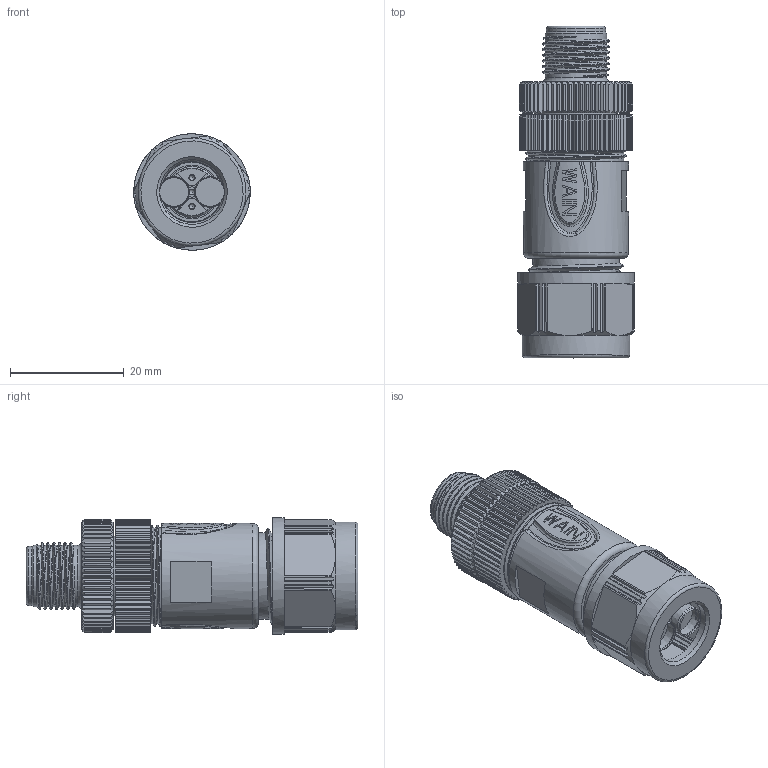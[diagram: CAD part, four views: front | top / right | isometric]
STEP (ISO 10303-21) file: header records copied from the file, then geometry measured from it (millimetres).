
FILE_DESCRIPTION(/* description */ (''),/* implementation_level */ '2;1');
FILE_NAME(/* name */ '3D_1630054113104_M12P-M05A-T-2D5_V1.0_stp.stp',/* time_stamp */ '2024-01-30T13:34:11+08:00',/* author */ (''),/* organization */ (''),/* preprocessor_version */ 'ST-DEVELOPER v18.1',/* originating_system */ 'SIEMENS PLM Software NX 1980',/* authorisation */ '');
FILE_SCHEMA (('AUTOMOTIVE_DESIGN { 1 0 10303 214 3 1 1 1 }'));
Length unit declared in the file: millimetre
Products named in the file (1): 3D_1630054113104_M12P-M05A-T-2D5_V1.0_stp
Bounding box: 20.5 x 58.4 x 20.48 mm (x, y, z)
Volume: 13660.6 mm3; surface area: 6221.6 mm2
Topology: 1 solids, 6 shells, 956 faces, 2514 edges, 1596 vertices
Faces by surface type: plane 446, cylinder 300, cone 156, bspline 27, torus 20, sphere 5, extrusion 2
Full cylindrical faces by diameter (mm): 1 x5, 5.1 x2, 9.5 x1, 9.64 x1, 10.4 x1, 10.82 x7, 11.4 x1, 14.1 x1, 15.3 x1, 18.5 x1, 19 x1, 20.5 x1
Entity records: 36654 total; most frequent: CARTESIAN_POINT 14925, ORIENTED_EDGE 4854, DIRECTION 4002, EDGE_CURVE 2427, VERTEX_POINT 1556, AXIS2_PLACEMENT_3D 1500, EDGE_LOOP 1027, VECTOR 1002
